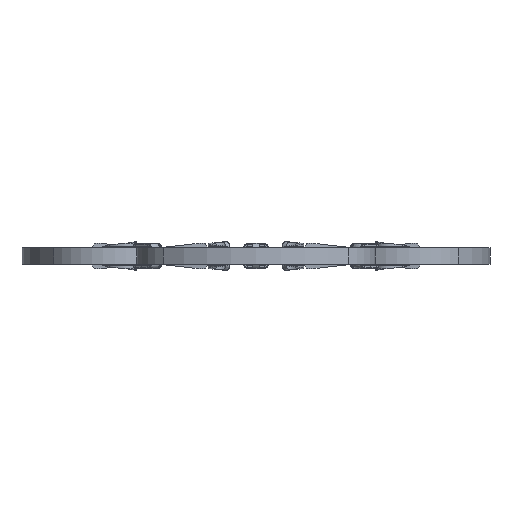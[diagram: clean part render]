
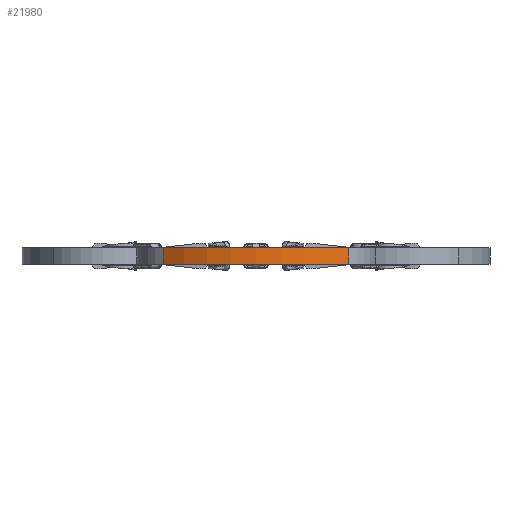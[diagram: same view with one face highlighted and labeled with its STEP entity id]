
A CAD part, front view. The second image highlights one B-rep face of the part: STEP entity #21980.
In plain terms, the highlighted cylindrical face has radius 108.61 mm (diameter 217.22 mm), a partial arc.
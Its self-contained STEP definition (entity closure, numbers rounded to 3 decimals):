
#2493 = CARTESIAN_POINT ( 'NONE',  ( -66.545, -144.726, -6. ) ) ;
#4511 = CIRCLE ( 'NONE', #12690, 108.61 ) ;
#8304 = ORIENTED_EDGE ( 'NONE', *, *, #55453, .T. ) ;
#12690 = AXIS2_PLACEMENT_3D ( 'NONE', #52719, #21515, #37092 ) ;
#13832 = VECTOR ( 'NONE', #53996, 1000. ) ;
#17026 = CARTESIAN_POINT ( 'NONE',  ( 66.545, -144.726, 6. ) ) ;
#21515 = DIRECTION ( 'NONE',  ( 0., 0., 1. ) ) ;
#21980 = ADVANCED_FACE ( 'NONE', ( #63418 ), #46335, .T. ) ;
#23436 = CARTESIAN_POINT ( 'NONE',  ( -66.545, -144.726, -6. ) ) ;
#24117 = DIRECTION ( 'NONE',  ( 0., -1., 0. ) ) ;
#27769 = ORIENTED_EDGE ( 'NONE', *, *, #49648, .F. ) ;
#29280 = CARTESIAN_POINT ( 'NONE',  ( 0., -58.89, -6. ) ) ;
#29517 = CARTESIAN_POINT ( 'NONE',  ( 0., -58.89, 0. ) ) ;
#30145 = VERTEX_POINT ( 'NONE', #23436 ) ;
#33316 = DIRECTION ( 'NONE',  ( 0., 0., 1. ) ) ;
#36957 = VECTOR ( 'NONE', #33316, 1000. ) ;
#37092 = DIRECTION ( 'NONE',  ( 0., -1., 0. ) ) ;
#39458 = DIRECTION ( 'NONE',  ( 0., -1., 0. ) ) ;
#41027 = VERTEX_POINT ( 'NONE', #54163 ) ;
#42700 = EDGE_CURVE ( 'NONE', #30145, #57186, #52060, .T. ) ;
#44478 = VERTEX_POINT ( 'NONE', #17026 ) ;
#46335 = CYLINDRICAL_SURFACE ( 'NONE', #61615, 108.61 ) ;
#49648 = EDGE_CURVE ( 'NONE', #30145, #41027, #50703, .T. ) ;
#50703 = LINE ( 'NONE', #2493, #36957 ) ;
#52060 = CIRCLE ( 'NONE', #66296, 108.61 ) ;
#52719 = CARTESIAN_POINT ( 'NONE',  ( 0., -58.89, 6. ) ) ;
#53996 = DIRECTION ( 'NONE',  ( 0., 0., 1. ) ) ;
#54163 = CARTESIAN_POINT ( 'NONE',  ( -66.545, -144.726, 6. ) ) ;
#54922 = DIRECTION ( 'NONE',  ( 0., 0., -1. ) ) ;
#55121 = DIRECTION ( 'NONE',  ( 0., 0., 1. ) ) ;
#55453 = EDGE_CURVE ( 'NONE', #57186, #44478, #64874, .T. ) ;
#57186 = VERTEX_POINT ( 'NONE', #62317 ) ;
#59132 = EDGE_CURVE ( 'NONE', #41027, #44478, #4511, .T. ) ;
#61615 = AXIS2_PLACEMENT_3D ( 'NONE', #29517, #54922, #39458 ) ;
#61745 = ORIENTED_EDGE ( 'NONE', *, *, #42700, .T. ) ;
#62317 = CARTESIAN_POINT ( 'NONE',  ( 66.545, -144.726, -6. ) ) ;
#63418 = FACE_OUTER_BOUND ( 'NONE', #65605, .T. ) ;
#63997 = CARTESIAN_POINT ( 'NONE',  ( 66.545, -144.726, -6. ) ) ;
#64874 = LINE ( 'NONE', #63997, #13832 ) ;
#65605 = EDGE_LOOP ( 'NONE', ( #65807, #27769, #61745, #8304 ) ) ;
#65807 = ORIENTED_EDGE ( 'NONE', *, *, #59132, .F. ) ;
#66296 = AXIS2_PLACEMENT_3D ( 'NONE', #29280, #55121, #24117 ) ;
